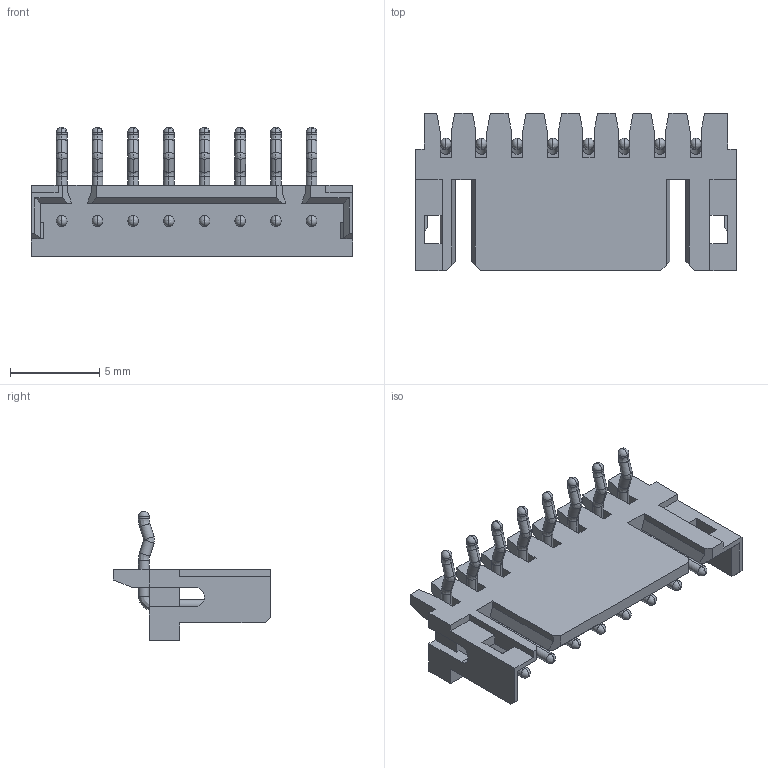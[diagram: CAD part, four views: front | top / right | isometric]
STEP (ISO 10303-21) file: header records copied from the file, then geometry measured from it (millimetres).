
FILE_DESCRIPTION( ('This file contains a STEP AP42 implementation' ,'as created by ZW3D STEP Interface translator.') ,'2;1' );
FILE_NAME( 'WF2006-WRXXE01.stp' ,'23 420.161914', (''), ('ZWCAD Software Co.'), 'Version 1.0', 'ZW3D to STEP translator', '' );
FILE_SCHEMA(('AUTOMOTIVE_DESIGN { 1 0 10303 214 1 1 1 1 }'));
Length unit declared in the file: millimetre
Products named in the file (2): 0; WF2006-WRXXE01
Bounding box: 18 x 8.8 x 7.25 mm (x, y, z)
Volume: 231.9 mm3; surface area: 694.5 mm2
Topology: 1 solids, 1 shells, 382 faces, 1002 edges, 550 vertices
Faces by surface type: plane 164, cylinder 106, bspline 56, sphere 32, cone 16, torus 8
Entity records: 12157 total; most frequent: CARTESIAN_POINT 3284, ORIENTED_EDGE 1844, DIRECTION 1662, EDGE_CURVE 922, VECTOR 606, LINE 606, VERTEX_POINT 550, AXIS2_PLACEMENT_3D 528
